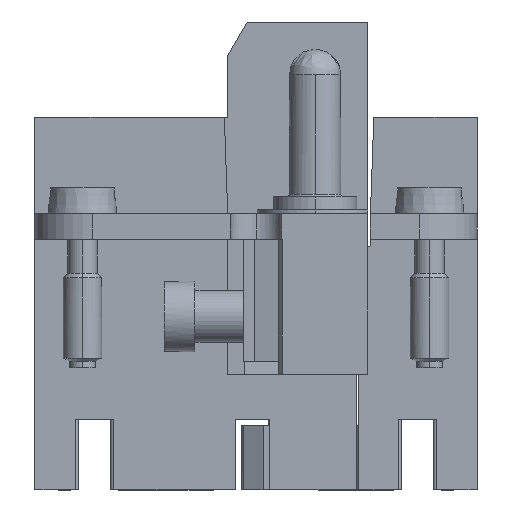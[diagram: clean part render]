
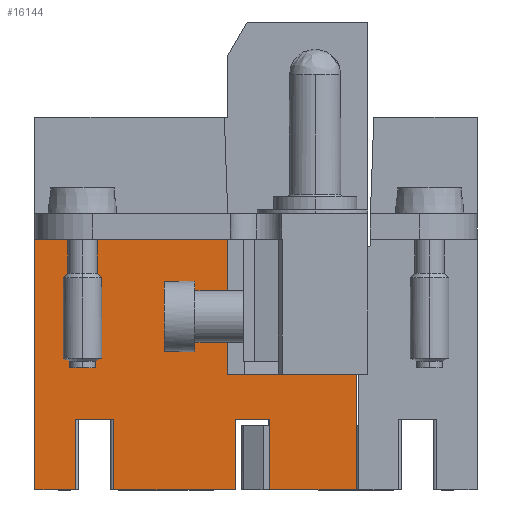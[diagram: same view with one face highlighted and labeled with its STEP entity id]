
A CAD part, front view. The second image highlights one B-rep face of the part: STEP entity #16144.
In plain terms, the highlighted planar face has unit normal (0, -1, 0).
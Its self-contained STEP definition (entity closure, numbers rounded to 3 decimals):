
#16053=AXIS2_PLACEMENT_3D('Plane Axis2P3D',#16050,#16051,#16052) ;
#2773=CARTESIAN_POINT('Vertex',(25.,8.6,0.)) ;
#2776=CARTESIAN_POINT('Line Origine',(21.63,8.6,0.)) ;
#2780=CARTESIAN_POINT('Vertex',(18.26,8.6,0.)) ;
#15250=CARTESIAN_POINT('Vertex',(0.,8.6,19.5)) ;
#15253=CARTESIAN_POINT('Line Origine',(7.5,8.6,19.5)) ;
#15257=CARTESIAN_POINT('Vertex',(15.,8.6,19.5)) ;
#15602=CARTESIAN_POINT('Vertex',(0.,8.6,0.)) ;
#15605=CARTESIAN_POINT('Line Origine',(0.,8.6,9.75)) ;
#16050=CARTESIAN_POINT('Axis2P3D Location',(0.,8.6,0.)) ;
#16055=CARTESIAN_POINT('Line Origine',(15.,8.6,14.25)) ;
#16059=CARTESIAN_POINT('Vertex',(15.,8.6,9.)) ;
#16062=CARTESIAN_POINT('Line Origine',(1.581,8.6,0.)) ;
#16066=CARTESIAN_POINT('Vertex',(3.162,8.6,0.)) ;
#16069=CARTESIAN_POINT('Line Origine',(3.162,8.6,2.75)) ;
#16073=CARTESIAN_POINT('Vertex',(3.162,8.6,5.5)) ;
#16076=CARTESIAN_POINT('Line Origine',(4.65,8.6,5.5)) ;
#16080=CARTESIAN_POINT('Vertex',(6.137,8.6,5.5)) ;
#16083=CARTESIAN_POINT('Line Origine',(6.137,8.6,2.75)) ;
#16087=CARTESIAN_POINT('Vertex',(6.137,8.6,0.)) ;
#16090=CARTESIAN_POINT('Line Origine',(10.869,8.6,0.)) ;
#16094=CARTESIAN_POINT('Vertex',(15.6,8.6,0.)) ;
#16097=CARTESIAN_POINT('Line Origine',(15.6,8.6,2.75)) ;
#16101=CARTESIAN_POINT('Vertex',(15.6,8.6,5.5)) ;
#16104=CARTESIAN_POINT('Line Origine',(16.93,8.6,5.5)) ;
#16108=CARTESIAN_POINT('Vertex',(18.26,8.6,5.5)) ;
#16111=CARTESIAN_POINT('Line Origine',(18.26,8.6,2.75)) ;
#16116=CARTESIAN_POINT('Line Origine',(25.,8.6,4.5)) ;
#16120=CARTESIAN_POINT('Vertex',(25.,8.6,9.)) ;
#16123=CARTESIAN_POINT('Line Origine',(20.,8.6,9.)) ;
#2777=DIRECTION('Vector Direction',(1.,0.,0.)) ;
#15254=DIRECTION('Vector Direction',(-1.,0.,0.)) ;
#15606=DIRECTION('Vector Direction',(0.,0.,-1.)) ;
#16051=DIRECTION('Axis2P3D Direction',(0.,-1.,0.)) ;
#16052=DIRECTION('Axis2P3D XDirection',(0.,0.,1.)) ;
#16056=DIRECTION('Vector Direction',(0.,0.,1.)) ;
#16063=DIRECTION('Vector Direction',(-1.,0.,0.)) ;
#16070=DIRECTION('Vector Direction',(0.,0.,1.)) ;
#16077=DIRECTION('Vector Direction',(1.,0.,0.)) ;
#16084=DIRECTION('Vector Direction',(0.,0.,-1.)) ;
#16091=DIRECTION('Vector Direction',(1.,0.,0.)) ;
#16098=DIRECTION('Vector Direction',(0.,0.,1.)) ;
#16105=DIRECTION('Vector Direction',(1.,0.,0.)) ;
#16112=DIRECTION('Vector Direction',(0.,0.,-1.)) ;
#16117=DIRECTION('Vector Direction',(0.,0.,1.)) ;
#16124=DIRECTION('Vector Direction',(-1.,0.,0.)) ;
#2778=VECTOR('Line Direction',#2777,1.) ;
#15255=VECTOR('Line Direction',#15254,1.) ;
#15607=VECTOR('Line Direction',#15606,1.) ;
#16057=VECTOR('Line Direction',#16056,1.) ;
#16064=VECTOR('Line Direction',#16063,1.) ;
#16071=VECTOR('Line Direction',#16070,1.) ;
#16078=VECTOR('Line Direction',#16077,1.) ;
#16085=VECTOR('Line Direction',#16084,1.) ;
#16092=VECTOR('Line Direction',#16091,1.) ;
#16099=VECTOR('Line Direction',#16098,1.) ;
#16106=VECTOR('Line Direction',#16105,1.) ;
#16113=VECTOR('Line Direction',#16112,1.) ;
#16118=VECTOR('Line Direction',#16117,1.) ;
#16125=VECTOR('Line Direction',#16124,1.) ;
#16129=ORIENTED_EDGE('',*,*,#16061,.T.) ;
#16130=ORIENTED_EDGE('',*,*,#15259,.T.) ;
#16131=ORIENTED_EDGE('',*,*,#15609,.T.) ;
#16132=ORIENTED_EDGE('',*,*,#16068,.F.) ;
#16133=ORIENTED_EDGE('',*,*,#16075,.T.) ;
#16134=ORIENTED_EDGE('',*,*,#16082,.T.) ;
#16135=ORIENTED_EDGE('',*,*,#16089,.T.) ;
#16136=ORIENTED_EDGE('',*,*,#16096,.T.) ;
#16137=ORIENTED_EDGE('',*,*,#16103,.T.) ;
#16138=ORIENTED_EDGE('',*,*,#16110,.T.) ;
#16139=ORIENTED_EDGE('',*,*,#16115,.T.) ;
#16140=ORIENTED_EDGE('',*,*,#2782,.T.) ;
#16141=ORIENTED_EDGE('',*,*,#16122,.T.) ;
#16142=ORIENTED_EDGE('',*,*,#16127,.T.) ;
#16144=ADVANCED_FACE('Brep With Voids',(#16143),#16054,.T.) ;
#2782=EDGE_CURVE('',#2781,#2774,#2779,.T.) ;
#15259=EDGE_CURVE('',#15258,#15251,#15256,.T.) ;
#15609=EDGE_CURVE('',#15251,#15603,#15608,.T.) ;
#16061=EDGE_CURVE('',#16060,#15258,#16058,.T.) ;
#16068=EDGE_CURVE('',#16067,#15603,#16065,.T.) ;
#16075=EDGE_CURVE('',#16067,#16074,#16072,.T.) ;
#16082=EDGE_CURVE('',#16074,#16081,#16079,.T.) ;
#16089=EDGE_CURVE('',#16081,#16088,#16086,.T.) ;
#16096=EDGE_CURVE('',#16088,#16095,#16093,.T.) ;
#16103=EDGE_CURVE('',#16095,#16102,#16100,.T.) ;
#16110=EDGE_CURVE('',#16102,#16109,#16107,.T.) ;
#16115=EDGE_CURVE('',#16109,#2781,#16114,.T.) ;
#16122=EDGE_CURVE('',#2774,#16121,#16119,.T.) ;
#16127=EDGE_CURVE('',#16121,#16060,#16126,.T.) ;
#16128=EDGE_LOOP('',(#16129,#16130,#16131,#16132,#16133,#16134,#16135,#16136,#16137,#16138,#16139,#16140,#16141,#16142)) ;
#16143=FACE_OUTER_BOUND('',#16128,.T.) ;
#2779=LINE('Line',#2776,#2778) ;
#15256=LINE('Line',#15253,#15255) ;
#15608=LINE('Line',#15605,#15607) ;
#16058=LINE('Line',#16055,#16057) ;
#16065=LINE('Line',#16062,#16064) ;
#16072=LINE('Line',#16069,#16071) ;
#16079=LINE('Line',#16076,#16078) ;
#16086=LINE('Line',#16083,#16085) ;
#16093=LINE('Line',#16090,#16092) ;
#16100=LINE('Line',#16097,#16099) ;
#16107=LINE('Line',#16104,#16106) ;
#16114=LINE('Line',#16111,#16113) ;
#16119=LINE('Line',#16116,#16118) ;
#16126=LINE('Line',#16123,#16125) ;
#16054=PLANE('',#16053) ;
#2774=VERTEX_POINT('',#2773) ;
#2781=VERTEX_POINT('',#2780) ;
#15251=VERTEX_POINT('',#15250) ;
#15258=VERTEX_POINT('',#15257) ;
#15603=VERTEX_POINT('',#15602) ;
#16060=VERTEX_POINT('',#16059) ;
#16067=VERTEX_POINT('',#16066) ;
#16074=VERTEX_POINT('',#16073) ;
#16081=VERTEX_POINT('',#16080) ;
#16088=VERTEX_POINT('',#16087) ;
#16095=VERTEX_POINT('',#16094) ;
#16102=VERTEX_POINT('',#16101) ;
#16109=VERTEX_POINT('',#16108) ;
#16121=VERTEX_POINT('',#16120) ;
